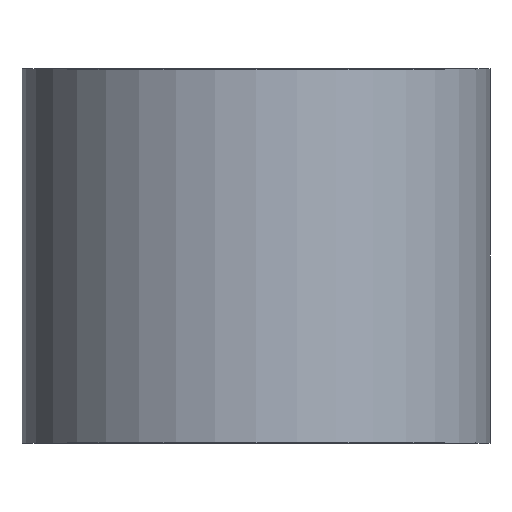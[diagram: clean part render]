
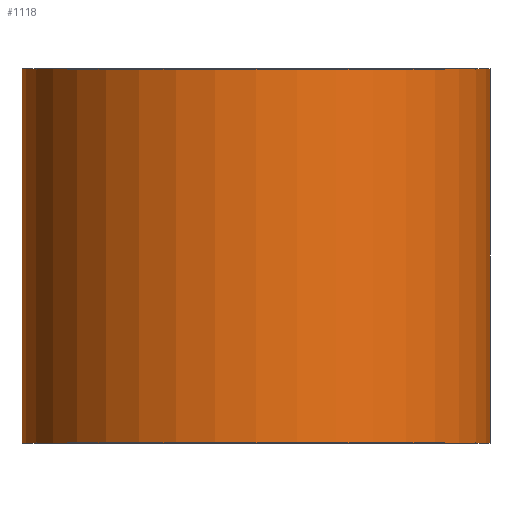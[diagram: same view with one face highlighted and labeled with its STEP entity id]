
A CAD part, front view. The second image highlights one B-rep face of the part: STEP entity #1118.
In plain terms, the highlighted cylindrical face has radius 500 mm (diameter 1000 mm), a full revolution.
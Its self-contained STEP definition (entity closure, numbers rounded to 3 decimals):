
#5 = CARTESIAN_POINT ( 'NONE',  ( 0., 0., 0. ) ) ;
#63 = VERTEX_POINT ( 'NONE', #113 ) ;
#113 = CARTESIAN_POINT ( 'NONE',  ( 500., 0., 0. ) ) ;
#196 = DIRECTION ( 'NONE',  ( 0., 0., 1. ) ) ;
#215 = DIRECTION ( 'NONE',  ( 1., 0., 0. ) ) ;
#246 = EDGE_CURVE ( 'NONE', #63, #63, #514, .T. ) ;
#318 = ORIENTED_EDGE ( 'NONE', *, *, #246, .T. ) ;
#321 = ORIENTED_EDGE ( 'NONE', *, *, #1147, .F. ) ;
#372 = FACE_OUTER_BOUND ( 'NONE', #796, .T. ) ;
#381 = EDGE_LOOP ( 'NONE', ( #321 ) ) ;
#514 = CIRCLE ( 'NONE', #746, 500. ) ;
#523 = VERTEX_POINT ( 'NONE', #1198 ) ;
#525 = AXIS2_PLACEMENT_3D ( 'NONE', #569, #778, #1193 ) ;
#552 = FACE_OUTER_BOUND ( 'NONE', #381, .T. ) ;
#569 = CARTESIAN_POINT ( 'NONE',  ( 0., 0., 0. ) ) ;
#580 = CIRCLE ( 'NONE', #1069, 500. ) ;
#746 = AXIS2_PLACEMENT_3D ( 'NONE', #5, #196, #215 ) ;
#760 = CYLINDRICAL_SURFACE ( 'NONE', #525, 500. ) ;
#778 = DIRECTION ( 'NONE',  ( 0., 0., 1. ) ) ;
#796 = EDGE_LOOP ( 'NONE', ( #318 ) ) ;
#902 = CARTESIAN_POINT ( 'NONE',  ( 0., 0., 800. ) ) ;
#1007 = DIRECTION ( 'NONE',  ( 0., 0., 1. ) ) ;
#1069 = AXIS2_PLACEMENT_3D ( 'NONE', #902, #1007, #1099 ) ;
#1099 = DIRECTION ( 'NONE',  ( 1., 0., 0. ) ) ;
#1118 = ADVANCED_FACE ( 'NONE', ( #372, #552 ), #760, .T. ) ;
#1147 = EDGE_CURVE ( 'NONE', #523, #523, #580, .T. ) ;
#1193 = DIRECTION ( 'NONE',  ( 1., 0., 0. ) ) ;
#1198 = CARTESIAN_POINT ( 'NONE',  ( 500., 0., 800. ) ) ;
